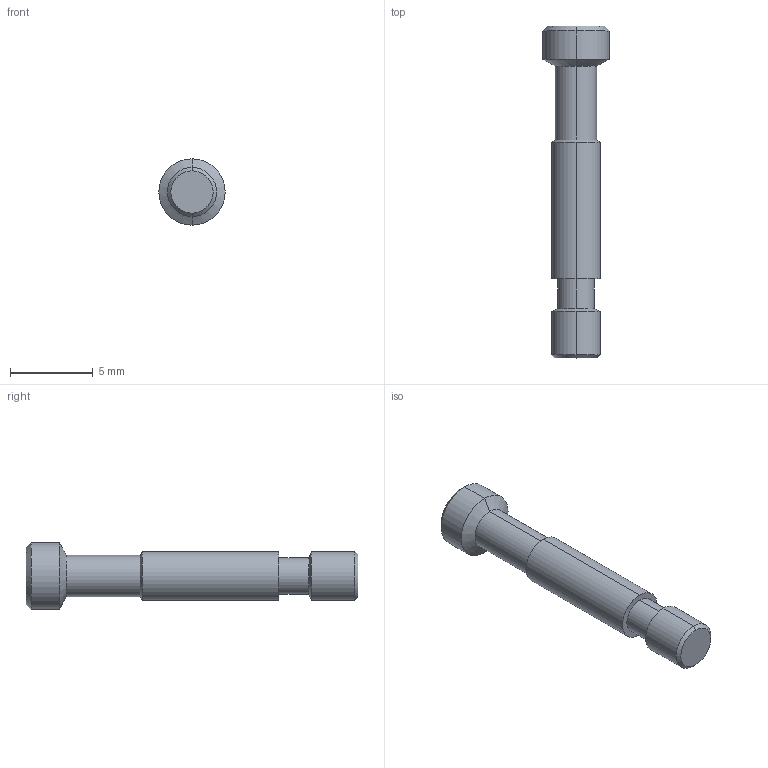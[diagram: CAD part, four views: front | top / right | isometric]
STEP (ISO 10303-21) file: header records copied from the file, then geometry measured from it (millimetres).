
FILE_DESCRIPTION (( 'STEP AP203' ), '1' );
FILE_NAME ('A0300000.STEP', '2011-05-05T11:39:35', ( '' ), ( 'sopra-pneumatic' ), 'SwSTEP 2.0', 'SolidWorks 2009', '' );
FILE_SCHEMA (( 'CONFIG_CONTROL_DESIGN' ));
Length unit declared in the file: millimetre
Products named in the file (1): A0300000
Bounding box: 4 x 20 x 4 mm (x, y, z)
Volume: 133.7 mm3; surface area: 208 mm2
Topology: 1 solids, 1 shells, 23 faces, 44 edges, 24 vertices
Faces by surface type: cone 10, cylinder 10, plane 3
Entity records: 651 total; most frequent: DIRECTION 116, CARTESIAN_POINT 92, ORIENTED_EDGE 88, AXIS2_PLACEMENT_3D 48, EDGE_CURVE 44, EDGE_LOOP 24, CIRCLE 24, VERTEX_POINT 24
